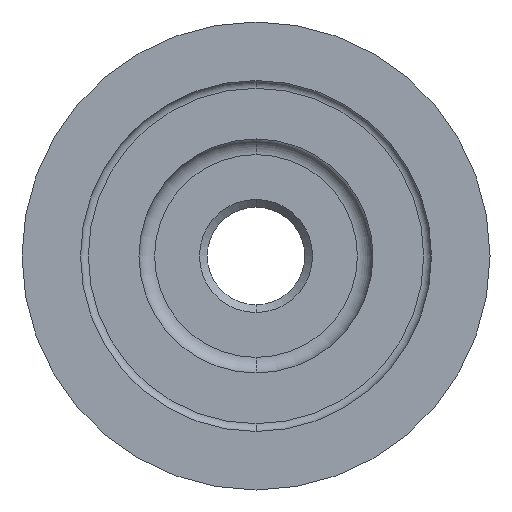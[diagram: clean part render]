
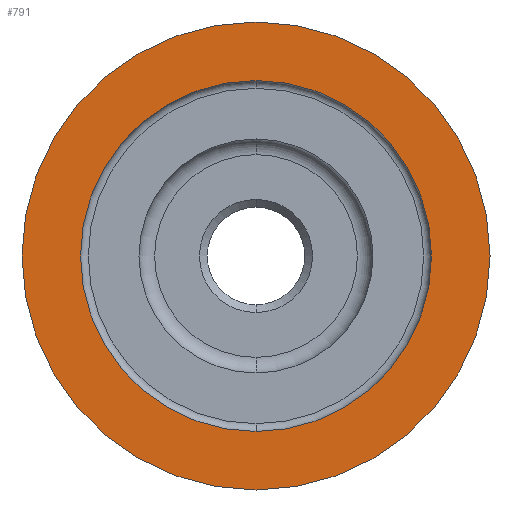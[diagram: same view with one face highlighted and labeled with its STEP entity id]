
A CAD part, front view. The second image highlights one B-rep face of the part: STEP entity #791.
In plain terms, the highlighted planar face has unit normal (0, -1, 0).
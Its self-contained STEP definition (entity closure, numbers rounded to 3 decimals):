
#1 = VERTEX_POINT ( 'NONE', #884 ) ;
#67 = ORIENTED_EDGE ( 'NONE', *, *, #817, .T. ) ;
#73 = ORIENTED_EDGE ( 'NONE', *, *, #771, .T. ) ;
#97 = DIRECTION ( 'NONE',  ( 0., 1., 0. ) ) ;
#109 = AXIS2_PLACEMENT_3D ( 'NONE', #597, #510, #373 ) ;
#121 = DIRECTION ( 'NONE',  ( 0., 1., 0. ) ) ;
#146 = CARTESIAN_POINT ( 'NONE',  ( 0., -9., 0. ) ) ;
#159 = VERTEX_POINT ( 'NONE', #291 ) ;
#161 = ORIENTED_EDGE ( 'NONE', *, *, #968, .F. ) ;
#167 = DIRECTION ( 'NONE',  ( 0., 0., 1. ) ) ;
#183 = AXIS2_PLACEMENT_3D ( 'NONE', #746, #121, #283 ) ;
#205 = PLANE ( 'NONE',  #109 ) ;
#266 = CIRCLE ( 'NONE', #183, 30. ) ;
#283 = DIRECTION ( 'NONE',  ( 0., 0., 1. ) ) ;
#291 = CARTESIAN_POINT ( 'NONE',  ( 0., -9., 22.5 ) ) ;
#292 = CIRCLE ( 'NONE', #956, 30. ) ;
#302 = DIRECTION ( 'NONE',  ( 0., 1., 0. ) ) ;
#344 = DIRECTION ( 'NONE',  ( 0., 1., 0. ) ) ;
#373 = DIRECTION ( 'NONE',  ( 0., 0., 1. ) ) ;
#399 = VERTEX_POINT ( 'NONE', #555 ) ;
#403 = DIRECTION ( 'NONE',  ( 0., 0., 1. ) ) ;
#426 = DIRECTION ( 'NONE',  ( 0., 0., 1. ) ) ;
#510 = DIRECTION ( 'NONE',  ( 0., 1., 0. ) ) ;
#545 = EDGE_CURVE ( 'NONE', #1, #863, #292, .T. ) ;
#546 = CARTESIAN_POINT ( 'NONE',  ( 0., -9., -30. ) ) ;
#555 = CARTESIAN_POINT ( 'NONE',  ( 0., -9., -22.5 ) ) ;
#597 = CARTESIAN_POINT ( 'NONE',  ( 30., -9., 0. ) ) ;
#623 = EDGE_LOOP ( 'NONE', ( #1002, #161 ) ) ;
#635 = FACE_BOUND ( 'NONE', #761, .T. ) ;
#655 = CARTESIAN_POINT ( 'NONE',  ( 0., -9., 0. ) ) ;
#709 = CIRCLE ( 'NONE', #833, 22.5 ) ;
#714 = FACE_OUTER_BOUND ( 'NONE', #623, .T. ) ;
#746 = CARTESIAN_POINT ( 'NONE',  ( 0., -9., 0. ) ) ;
#761 = EDGE_LOOP ( 'NONE', ( #67, #73 ) ) ;
#771 = EDGE_CURVE ( 'NONE', #399, #159, #709, .T. ) ;
#785 = CARTESIAN_POINT ( 'NONE',  ( 0., -9., 0. ) ) ;
#791 = ADVANCED_FACE ( 'NONE', ( #714, #635 ), #205, .F. ) ;
#797 = AXIS2_PLACEMENT_3D ( 'NONE', #785, #97, #167 ) ;
#817 = EDGE_CURVE ( 'NONE', #159, #399, #976, .T. ) ;
#833 = AXIS2_PLACEMENT_3D ( 'NONE', #146, #302, #403 ) ;
#863 = VERTEX_POINT ( 'NONE', #546 ) ;
#884 = CARTESIAN_POINT ( 'NONE',  ( 0., -9., 30. ) ) ;
#956 = AXIS2_PLACEMENT_3D ( 'NONE', #655, #344, #426 ) ;
#968 = EDGE_CURVE ( 'NONE', #863, #1, #266, .T. ) ;
#976 = CIRCLE ( 'NONE', #797, 22.5 ) ;
#1002 = ORIENTED_EDGE ( 'NONE', *, *, #545, .F. ) ;
